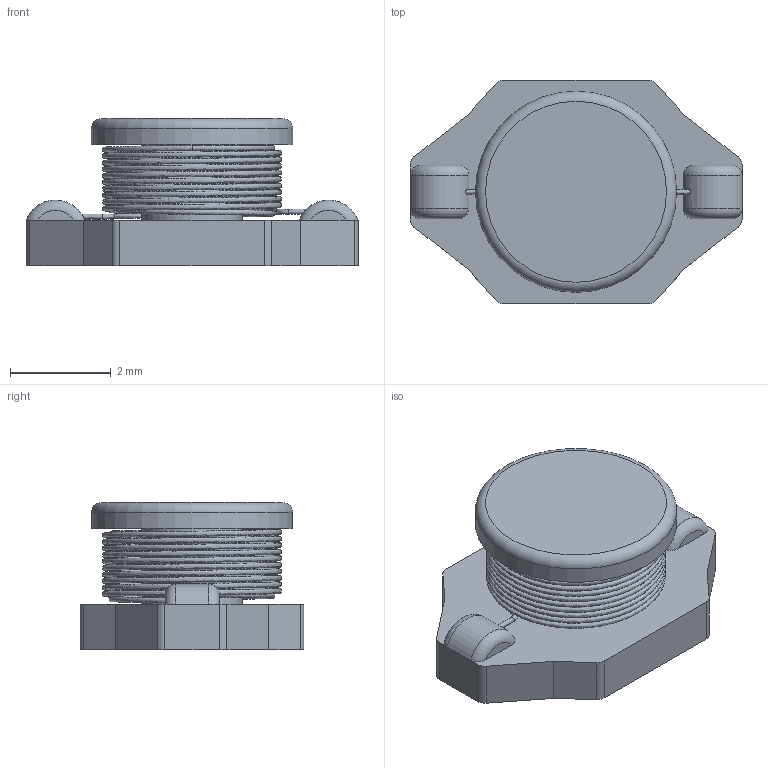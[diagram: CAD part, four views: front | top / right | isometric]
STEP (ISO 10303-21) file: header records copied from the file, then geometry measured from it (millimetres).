
FILE_DESCRIPTION(/* description */ ('Unknown'),/* implementation_level */ '2;1');
FILE_NAME(/* name */ 'L_Wurth_WE-PD4-TypeS',/* time_stamp */ '2023-02-02T10:25:47+08:00',/* author */ ('Unknown'),/* organization */ ('Unknown'),/* preprocessor_version */ 'ST-DEVELOPER v16.7',/* originating_system */ 'Solid Edge',/* authorisation */ 'Unknown');
FILE_SCHEMA (('AUTOMOTIVE_DESIGN {1 0 10303 214 3 1 1}'));
Length unit declared in the file: millimetre
Products named in the file (1): L_Wurth_WE-PD4-TypeS
Bounding box: 6.6 x 4.45 x 2.92 mm (x, y, z)
Volume: 34.5 mm3; surface area: 165.7 mm2
Topology: 1 solids, 1 shells, 44 faces, 115 edges, 75 vertices
Faces by surface type: plane 20, cylinder 12, bspline 7, torus 5
Full cylindrical faces by diameter (mm): 2 x1, 4 x1
Entity records: 3569 total; most frequent: CARTESIAN_POINT 2252, ORIENTED_EDGE 198, DIRECTION 192, EDGE_CURVE 99, VERTEX_POINT 69, AXIS2_PLACEMENT_3D 69, EDGE_LOOP 58, FACE_BOUND 58
